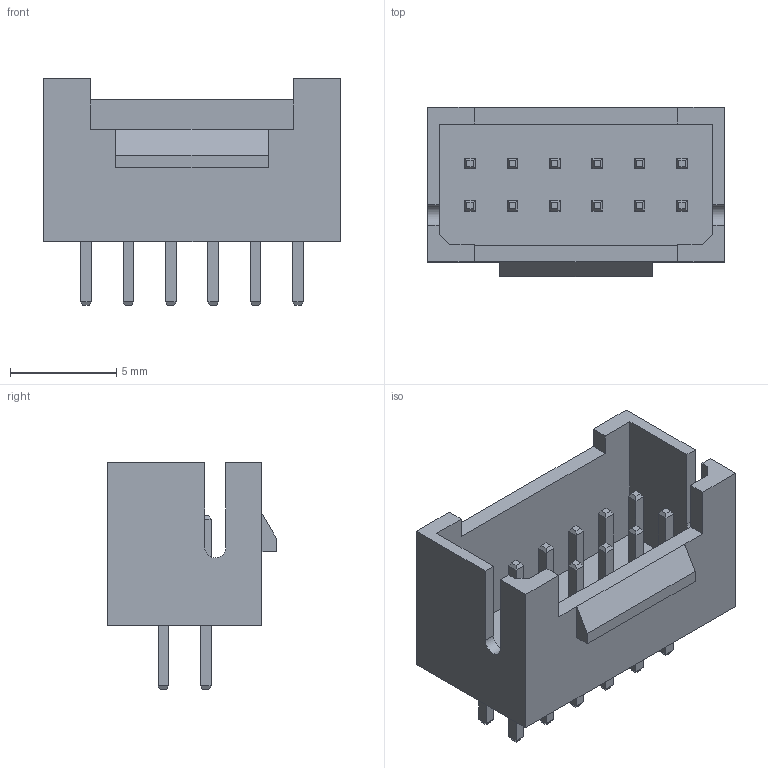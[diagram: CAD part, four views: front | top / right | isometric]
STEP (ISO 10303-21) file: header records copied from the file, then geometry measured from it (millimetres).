
FILE_DESCRIPTION (( 'STEP AP214' ), '1' );
FILE_NAME ('User Library-phb-2x6.STEP', '2021-01-23T07:22:45', ( '' ), ( '' ), 'SwSTEP 2.0', 'SolidWorks 2020', '' );
FILE_SCHEMA (( 'AUTOMOTIVE_DESIGN' ));
Length unit declared in the file: millimetre
Products named in the file (3): PHB-2X6; User Library-phb-2x6; PIN_0_5X0_5
Assembly tree (13 placements, depth 2):
  User Library-phb-2x6
    PHB-2X6
    PIN_0_5X0_5  x12
Bounding box: 14 x 8 x 10.7 mm (x, y, z)
Volume: 306.3 mm3; surface area: 931.6 mm2
Topology: 13 solids, 13 shells, 249 faces, 571 edges, 348 vertices
Faces by surface type: plane 247, cylinder 2
Entity records: 4252 total; most frequent: CARTESIAN_POINT 546, ORIENTED_EDGE 526, DIRECTION 489, EDGE_CURVE 263, LINE 259, VECTOR 259, VERTEX_POINT 172, EDGE_LOOP 119
